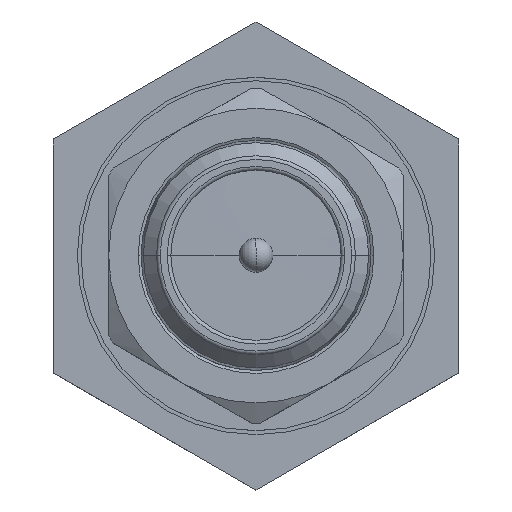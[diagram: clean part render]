
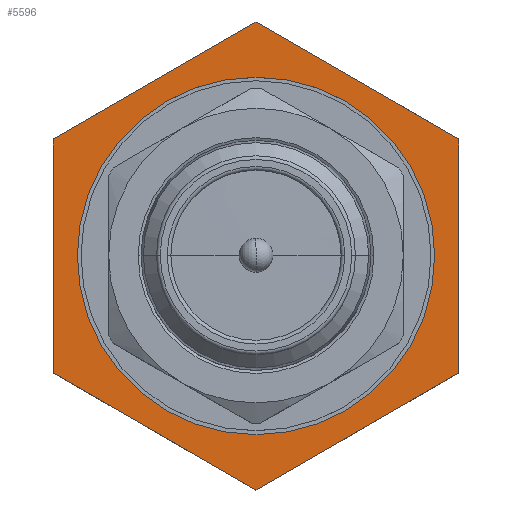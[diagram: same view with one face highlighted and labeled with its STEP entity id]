
A CAD part, top view. The second image highlights one B-rep face of the part: STEP entity #5596.
In plain terms, the highlighted planar face has unit normal (0, 0, 1).
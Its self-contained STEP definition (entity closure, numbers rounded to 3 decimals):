
#6 = VERTEX_POINT ( 'NONE', #3586 ) ;
#10 = EDGE_CURVE ( 'NONE', #3871, #4057, #3671, .T. ) ;
#14 = LINE ( 'NONE', #4715, #6918 ) ;
#20 = DIRECTION ( 'NONE',  ( -1., 0., 0. ) ) ;
#91 = FACE_BOUND ( 'NONE', #2682, .T. ) ;
#133 = CARTESIAN_POINT ( 'NONE',  ( -5.5, 4.85, -11. ) ) ;
#139 = DIRECTION ( 'NONE',  ( -0.866, -0.5, 0. ) ) ;
#179 = LINE ( 'NONE', #717, #4500 ) ;
#428 = ORIENTED_EDGE ( 'NONE', *, *, #1252, .F. ) ;
#448 = LINE ( 'NONE', #4654, #3792 ) ;
#452 = ORIENTED_EDGE ( 'NONE', *, *, #2070, .F. ) ;
#483 = DIRECTION ( 'NONE',  ( 0., -1., 0. ) ) ;
#717 = CARTESIAN_POINT ( 'NONE',  ( 4.85, -3.551, -11. ) ) ;
#722 = DIRECTION ( 'NONE',  ( 1., 0., 0. ) ) ;
#781 = DIRECTION ( 'NONE',  ( 0., 1., 0. ) ) ;
#816 = AXIS2_PLACEMENT_3D ( 'NONE', #1380, #5417, #20 ) ;
#1098 = EDGE_CURVE ( 'NONE', #4583, #3871, #6981, .T. ) ;
#1252 = EDGE_CURVE ( 'NONE', #4057, #5097, #448, .T. ) ;
#1259 = VECTOR ( 'NONE', #4488, 1000. ) ;
#1380 = CARTESIAN_POINT ( 'NONE',  ( 0., 4.85, -11. ) ) ;
#1429 = CARTESIAN_POINT ( 'NONE',  ( 0., 0., -11. ) ) ;
#1481 = AXIS2_PLACEMENT_3D ( 'NONE', #7586, #2180, #7478 ) ;
#1736 = VECTOR ( 'NONE', #5565, 1000. ) ;
#2070 = EDGE_CURVE ( 'NONE', #5097, #6288, #179, .T. ) ;
#2180 = DIRECTION ( 'NONE',  ( 0., 0., 1. ) ) ;
#2359 = CARTESIAN_POINT ( 'NONE',  ( 0., 6.351, -11. ) ) ;
#2368 = EDGE_LOOP ( 'NONE', ( #6327, #7558, #7305, #7168, #452, #428 ) ) ;
#2413 = AXIS2_PLACEMENT_3D ( 'NONE', #1429, #4966, #722 ) ;
#2501 = CARTESIAN_POINT ( 'NONE',  ( -5.5, -3.175, -11. ) ) ;
#2598 = EDGE_CURVE ( 'NONE', #4028, #6, #3429, .T. ) ;
#2603 = CARTESIAN_POINT ( 'NONE',  ( 0.65, 5.976, -11. ) ) ;
#2614 = LINE ( 'NONE', #133, #5522 ) ;
#2682 = EDGE_LOOP ( 'NONE', ( #7708, #4941 ) ) ;
#2833 = CARTESIAN_POINT ( 'NONE',  ( 5.5, -3.175, -11. ) ) ;
#2896 = EDGE_CURVE ( 'NONE', #6, #4028, #5158, .T. ) ;
#3230 = CARTESIAN_POINT ( 'NONE',  ( 5.5, 3.175, -11. ) ) ;
#3429 = CIRCLE ( 'NONE', #2413, 4.85 ) ;
#3586 = CARTESIAN_POINT ( 'NONE',  ( 4.85, 0., -11. ) ) ;
#3671 = LINE ( 'NONE', #2603, #1736 ) ;
#3792 = VECTOR ( 'NONE', #483, 1000. ) ;
#3871 = VERTEX_POINT ( 'NONE', #2359 ) ;
#3978 = CARTESIAN_POINT ( 'NONE',  ( 0., -6.351, -11. ) ) ;
#4028 = VERTEX_POINT ( 'NONE', #5519 ) ;
#4057 = VERTEX_POINT ( 'NONE', #3230 ) ;
#4231 = PLANE ( 'NONE',  #816 ) ;
#4488 = DIRECTION ( 'NONE',  ( 0.866, 0.5, 0. ) ) ;
#4500 = VECTOR ( 'NONE', #139, 1000. ) ;
#4583 = VERTEX_POINT ( 'NONE', #4996 ) ;
#4584 = EDGE_CURVE ( 'NONE', #4648, #4583, #2614, .T. ) ;
#4628 = DIRECTION ( 'NONE',  ( -0.866, 0.5, 0. ) ) ;
#4648 = VERTEX_POINT ( 'NONE', #2501 ) ;
#4654 = CARTESIAN_POINT ( 'NONE',  ( 5.5, 4.85, -11. ) ) ;
#4715 = CARTESIAN_POINT ( 'NONE',  ( -4.85, -3.551, -11. ) ) ;
#4842 = FACE_OUTER_BOUND ( 'NONE', #2368, .T. ) ;
#4843 = EDGE_CURVE ( 'NONE', #6288, #4648, #14, .T. ) ;
#4941 = ORIENTED_EDGE ( 'NONE', *, *, #2598, .F. ) ;
#4966 = DIRECTION ( 'NONE',  ( 0., 0., 1. ) ) ;
#4996 = CARTESIAN_POINT ( 'NONE',  ( -5.5, 3.175, -11. ) ) ;
#5097 = VERTEX_POINT ( 'NONE', #2833 ) ;
#5158 = CIRCLE ( 'NONE', #1481, 4.85 ) ;
#5417 = DIRECTION ( 'NONE',  ( 0., 0., -1. ) ) ;
#5519 = CARTESIAN_POINT ( 'NONE',  ( -4.85, 0., -11. ) ) ;
#5522 = VECTOR ( 'NONE', #781, 1000. ) ;
#5565 = DIRECTION ( 'NONE',  ( 0.866, -0.5, 0. ) ) ;
#5596 = ADVANCED_FACE ( 'NONE', ( #91, #4842 ), #4231, .F. ) ;
#6288 = VERTEX_POINT ( 'NONE', #3978 ) ;
#6327 = ORIENTED_EDGE ( 'NONE', *, *, #10, .F. ) ;
#6839 = CARTESIAN_POINT ( 'NONE',  ( -0.65, 5.976, -11. ) ) ;
#6918 = VECTOR ( 'NONE', #4628, 1000. ) ;
#6981 = LINE ( 'NONE', #6839, #1259 ) ;
#7168 = ORIENTED_EDGE ( 'NONE', *, *, #4843, .F. ) ;
#7305 = ORIENTED_EDGE ( 'NONE', *, *, #4584, .F. ) ;
#7478 = DIRECTION ( 'NONE',  ( 1., 0., 0. ) ) ;
#7558 = ORIENTED_EDGE ( 'NONE', *, *, #1098, .F. ) ;
#7586 = CARTESIAN_POINT ( 'NONE',  ( 0., 0., -11. ) ) ;
#7708 = ORIENTED_EDGE ( 'NONE', *, *, #2896, .F. ) ;
